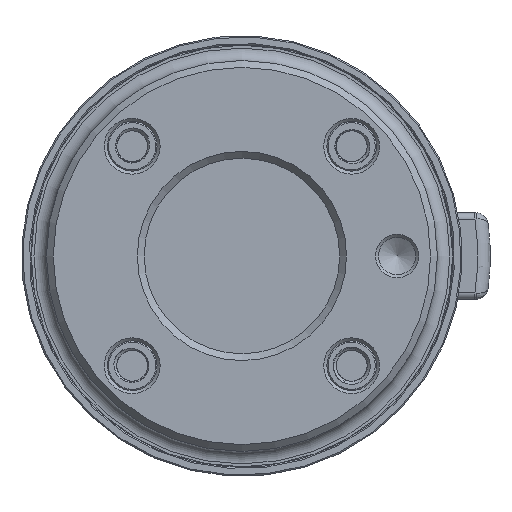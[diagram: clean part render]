
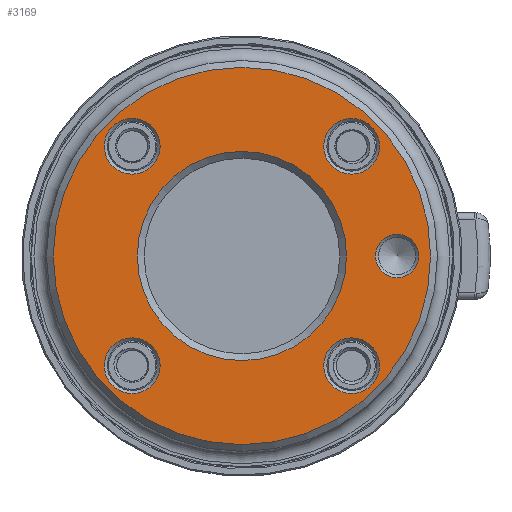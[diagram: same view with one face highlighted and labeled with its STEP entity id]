
A CAD part, front view. The second image highlights one B-rep face of the part: STEP entity #3169.
In plain terms, the highlighted face is planar.
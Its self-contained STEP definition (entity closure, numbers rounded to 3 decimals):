
#914 = FACE_BOUND ( 'NONE', #3461, .T. ) ;
#1381 = CIRCLE ( 'NONE', #5464, 3.5 ) ;
#1404 = PLANE ( 'NONE',  #4852 ) ;
#1675 = EDGE_LOOP ( 'NONE', ( #17946 ) ) ;
#2594 = VERTEX_POINT ( 'NONE', #29547 ) ;
#3169 = ADVANCED_FACE ( 'NONE', ( #11160, #914, #18525, #17909, #22862, #13564, #27704 ), #1404, .T. ) ;
#3461 = EDGE_LOOP ( 'NONE', ( #11200 ) ) ;
#3709 = DIRECTION ( 'NONE',  ( 0., -1., 0. ) ) ;
#3718 = VERTEX_POINT ( 'NONE', #8541 ) ;
#4852 = AXIS2_PLACEMENT_3D ( 'NONE', #10677, #10990, #30417 ) ;
#4960 = DIRECTION ( 'NONE',  ( 0., 0., 1. ) ) ;
#5053 = CARTESIAN_POINT ( 'NONE',  ( 17.678, 17.2, -17.678 ) ) ;
#5464 = AXIS2_PLACEMENT_3D ( 'NONE', #21478, #8975, #4960 ) ;
#6191 = EDGE_CURVE ( 'NONE', #3718, #3718, #31069, .T. ) ;
#6616 = CARTESIAN_POINT ( 'NONE',  ( 0., 17.2, 28.5 ) ) ;
#7022 = DIRECTION ( 'NONE',  ( 0., 0., 1. ) ) ;
#7590 = EDGE_LOOP ( 'NONE', ( #31113 ) ) ;
#8541 = CARTESIAN_POINT ( 'NONE',  ( -17.678, 17.2, -13.178 ) ) ;
#8975 = DIRECTION ( 'NONE',  ( 0., -1., 0. ) ) ;
#9729 = DIRECTION ( 'NONE',  ( 0., -1., 0. ) ) ;
#10119 = CARTESIAN_POINT ( 'NONE',  ( 0., 17.2, 16.85 ) ) ;
#10272 = VERTEX_POINT ( 'NONE', #19410 ) ;
#10677 = CARTESIAN_POINT ( 'NONE',  ( 0., 17.2, 0. ) ) ;
#10990 = DIRECTION ( 'NONE',  ( 0., 1., 0. ) ) ;
#10993 = CIRCLE ( 'NONE', #25877, 4.5 ) ;
#11160 = FACE_BOUND ( 'NONE', #7590, .T. ) ;
#11200 = ORIENTED_EDGE ( 'NONE', *, *, #6191, .T. ) ;
#11228 = EDGE_LOOP ( 'NONE', ( #21990 ) ) ;
#11517 = AXIS2_PLACEMENT_3D ( 'NONE', #13336, #3709, #15745 ) ;
#11582 = DIRECTION ( 'NONE',  ( 0., 0., 1. ) ) ;
#11666 = CIRCLE ( 'NONE', #30134, 4.5 ) ;
#11719 = CIRCLE ( 'NONE', #15818, 30.4 ) ;
#12575 = AXIS2_PLACEMENT_3D ( 'NONE', #29313, #9729, #17115 ) ;
#13336 = CARTESIAN_POINT ( 'NONE',  ( 17.678, 17.2, 17.678 ) ) ;
#13564 = FACE_OUTER_BOUND ( 'NONE', #11228, .T. ) ;
#13976 = CARTESIAN_POINT ( 'NONE',  ( -17.678, 17.2, 17.678 ) ) ;
#14143 = CARTESIAN_POINT ( 'NONE',  ( -17.678, 17.2, 22.178 ) ) ;
#14298 = VERTEX_POINT ( 'NONE', #6616 ) ;
#14401 = DIRECTION ( 'NONE',  ( 0., -1., 0. ) ) ;
#14824 = DIRECTION ( 'NONE',  ( 0., -1., 0. ) ) ;
#15090 = VERTEX_POINT ( 'NONE', #10119 ) ;
#15186 = EDGE_CURVE ( 'NONE', #23758, #23758, #11719, .T. ) ;
#15745 = DIRECTION ( 'NONE',  ( 0., 0., 1. ) ) ;
#15818 = AXIS2_PLACEMENT_3D ( 'NONE', #28547, #31407, #7022 ) ;
#16444 = ORIENTED_EDGE ( 'NONE', *, *, #25434, .T. ) ;
#16497 = ORIENTED_EDGE ( 'NONE', *, *, #19936, .T. ) ;
#17115 = DIRECTION ( 'NONE',  ( 0., 0., 1. ) ) ;
#17659 = ORIENTED_EDGE ( 'NONE', *, *, #26903, .T. ) ;
#17718 = CIRCLE ( 'NONE', #21735, 16.85 ) ;
#17909 = FACE_BOUND ( 'NONE', #25718, .T. ) ;
#17946 = ORIENTED_EDGE ( 'NONE', *, *, #26623, .T. ) ;
#18525 = FACE_BOUND ( 'NONE', #25653, .T. ) ;
#18715 = EDGE_CURVE ( 'NONE', #14298, #14298, #1381, .T. ) ;
#19410 = CARTESIAN_POINT ( 'NONE',  ( 17.678, 17.2, 22.178 ) ) ;
#19936 = EDGE_CURVE ( 'NONE', #31476, #31476, #11666, .T. ) ;
#21478 = CARTESIAN_POINT ( 'NONE',  ( 0., 17.2, 25. ) ) ;
#21735 = AXIS2_PLACEMENT_3D ( 'NONE', #29038, #14401, #26621 ) ;
#21990 = ORIENTED_EDGE ( 'NONE', *, *, #15186, .T. ) ;
#22862 = FACE_BOUND ( 'NONE', #30966, .T. ) ;
#23450 = CARTESIAN_POINT ( 'NONE',  ( 0., 17.2, 30.4 ) ) ;
#23758 = VERTEX_POINT ( 'NONE', #23450 ) ;
#24597 = DIRECTION ( 'NONE',  ( 0., 0., 1. ) ) ;
#25434 = EDGE_CURVE ( 'NONE', #10272, #10272, #25847, .T. ) ;
#25653 = EDGE_LOOP ( 'NONE', ( #17659 ) ) ;
#25718 = EDGE_LOOP ( 'NONE', ( #16444 ) ) ;
#25847 = CIRCLE ( 'NONE', #11517, 4.5 ) ;
#25877 = AXIS2_PLACEMENT_3D ( 'NONE', #5053, #14824, #24597 ) ;
#26621 = DIRECTION ( 'NONE',  ( 0., 0., 1. ) ) ;
#26623 = EDGE_CURVE ( 'NONE', #15090, #15090, #17718, .T. ) ;
#26903 = EDGE_CURVE ( 'NONE', #2594, #2594, #10993, .T. ) ;
#27704 = FACE_BOUND ( 'NONE', #1675, .T. ) ;
#28547 = CARTESIAN_POINT ( 'NONE',  ( 0., 17.2, 0. ) ) ;
#29038 = CARTESIAN_POINT ( 'NONE',  ( 0., 17.2, 0. ) ) ;
#29313 = CARTESIAN_POINT ( 'NONE',  ( -17.678, 17.2, -17.678 ) ) ;
#29547 = CARTESIAN_POINT ( 'NONE',  ( 17.678, 17.2, -13.178 ) ) ;
#30134 = AXIS2_PLACEMENT_3D ( 'NONE', #13976, #31177, #11582 ) ;
#30417 = DIRECTION ( 'NONE',  ( 0., 0., 1. ) ) ;
#30966 = EDGE_LOOP ( 'NONE', ( #16497 ) ) ;
#31069 = CIRCLE ( 'NONE', #12575, 4.5 ) ;
#31113 = ORIENTED_EDGE ( 'NONE', *, *, #18715, .T. ) ;
#31177 = DIRECTION ( 'NONE',  ( 0., -1., 0. ) ) ;
#31407 = DIRECTION ( 'NONE',  ( 0., 1., 0. ) ) ;
#31476 = VERTEX_POINT ( 'NONE', #14143 ) ;
